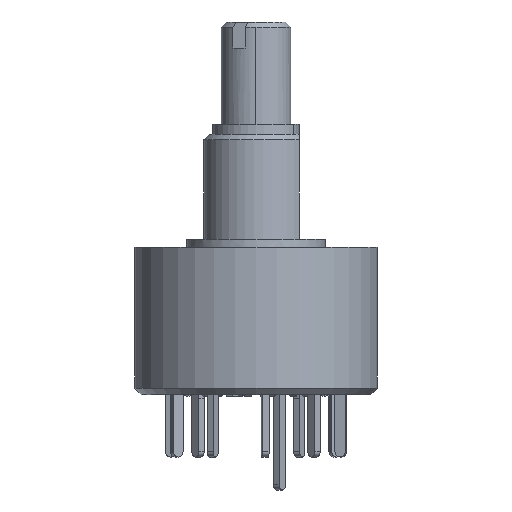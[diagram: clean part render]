
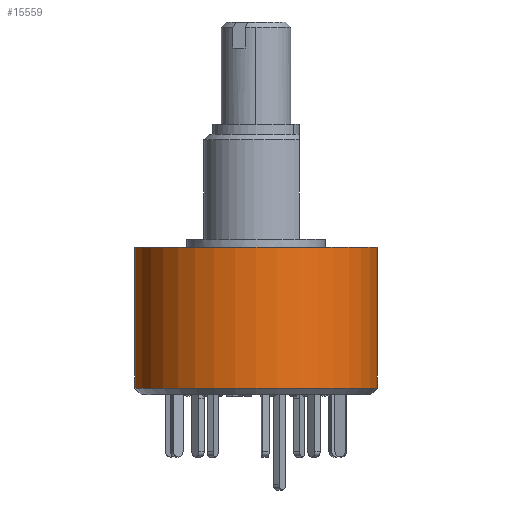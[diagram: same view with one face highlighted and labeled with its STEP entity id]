
A CAD part, left-side view. The second image highlights one B-rep face of the part: STEP entity #15559.
In plain terms, the highlighted cylindrical face has radius 7 mm (diameter 14 mm), a partial arc.
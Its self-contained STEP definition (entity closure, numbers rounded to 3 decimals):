
#2406 = EDGE_CURVE ( 'NONE', #5249, #15866, #2913, .T. ) ;
#2770 = LINE ( 'NONE', #3424, #8677 ) ;
#2913 = LINE ( 'NONE', #5020, #9798 ) ;
#3052 = FACE_OUTER_BOUND ( 'NONE', #13065, .T. ) ;
#3228 = ORIENTED_EDGE ( 'NONE', *, *, #2406, .T. ) ;
#3230 = AXIS2_PLACEMENT_3D ( 'NONE', #9417, #15805, #5754 ) ;
#3424 = CARTESIAN_POINT ( 'NONE',  ( 0., -7., -0.45 ) ) ;
#4118 = DIRECTION ( 'NONE',  ( 0., -1., 0. ) ) ;
#5020 = CARTESIAN_POINT ( 'NONE',  ( 0., 7., -0.45 ) ) ;
#5079 = CARTESIAN_POINT ( 'NONE',  ( 0., 7., -0.45 ) ) ;
#5249 = VERTEX_POINT ( 'NONE', #5079 ) ;
#5267 = ORIENTED_EDGE ( 'NONE', *, *, #5649, .F. ) ;
#5609 = CARTESIAN_POINT ( 'NONE',  ( 0., 0., -0.45 ) ) ;
#5649 = EDGE_CURVE ( 'NONE', #7599, #13415, #2770, .T. ) ;
#5754 = DIRECTION ( 'NONE',  ( 0., -1., 0. ) ) ;
#6053 = CIRCLE ( 'NONE', #3230, 7. ) ;
#6321 = AXIS2_PLACEMENT_3D ( 'NONE', #5609, #10805, #15931 ) ;
#6625 = AXIS2_PLACEMENT_3D ( 'NONE', #11696, #14219, #4118 ) ;
#7599 = VERTEX_POINT ( 'NONE', #8916 ) ;
#8264 = ORIENTED_EDGE ( 'NONE', *, *, #11712, .T. ) ;
#8677 = VECTOR ( 'NONE', #14774, 1000. ) ;
#8916 = CARTESIAN_POINT ( 'NONE',  ( 0., -7., -0.45 ) ) ;
#9417 = CARTESIAN_POINT ( 'NONE',  ( 0., 0., -0.45 ) ) ;
#9798 = VECTOR ( 'NONE', #12642, 1000. ) ;
#10805 = DIRECTION ( 'NONE',  ( 0., 0., -1. ) ) ;
#10848 = CIRCLE ( 'NONE', #6625, 7. ) ;
#11696 = CARTESIAN_POINT ( 'NONE',  ( 0., 0., -8.574 ) ) ;
#11712 = EDGE_CURVE ( 'NONE', #15866, #13415, #10848, .T. ) ;
#12503 = CYLINDRICAL_SURFACE ( 'NONE', #6321, 7. ) ;
#12642 = DIRECTION ( 'NONE',  ( 0., 0., -1. ) ) ;
#12758 = EDGE_CURVE ( 'NONE', #5249, #7599, #6053, .T. ) ;
#12906 = CARTESIAN_POINT ( 'NONE',  ( 0., 7., -8.574 ) ) ;
#13065 = EDGE_LOOP ( 'NONE', ( #5267, #16217, #3228, #8264 ) ) ;
#13415 = VERTEX_POINT ( 'NONE', #15943 ) ;
#14219 = DIRECTION ( 'NONE',  ( 0., 0., 1. ) ) ;
#14774 = DIRECTION ( 'NONE',  ( 0., 0., -1. ) ) ;
#15559 = ADVANCED_FACE ( 'NONE', ( #3052 ), #12503, .T. ) ;
#15805 = DIRECTION ( 'NONE',  ( 0., 0., 1. ) ) ;
#15866 = VERTEX_POINT ( 'NONE', #12906 ) ;
#15931 = DIRECTION ( 'NONE',  ( 0., 1., 0. ) ) ;
#15943 = CARTESIAN_POINT ( 'NONE',  ( 0., -7., -8.574 ) ) ;
#16217 = ORIENTED_EDGE ( 'NONE', *, *, #12758, .F. ) ;
